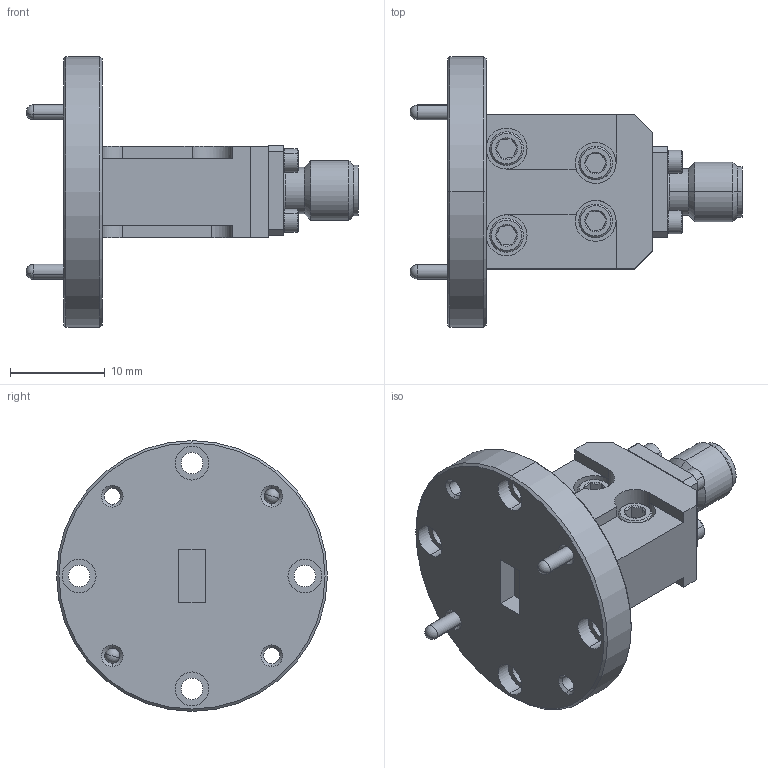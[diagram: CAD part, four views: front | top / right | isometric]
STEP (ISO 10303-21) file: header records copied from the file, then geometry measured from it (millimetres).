
FILE_DESCRIPTION (( 'STEP AP203' ), '1' );
FILE_NAME ('WR-19 & 22 Detector Assembly customer model.STEP', '2022-05-19T08:45:27', ( '' ), ( '' ), 'SwSTEP 2.0', 'SolidWorks 2021', '' );
FILE_SCHEMA (( 'CONFIG_CONTROL_DESIGN' ));
Length unit declared in the file: inch
Products named in the file (1): WR-19 & 22 Detector Assembly customer model
Bounding box: 35.03 x 28.57 x 28.57 mm (x, y, z)
Volume: 5011.2 mm3; surface area: 4263.4 mm2
Topology: 12 solids, 12 shells, 760 faces, 1899 edges, 1194 vertices
Faces by surface type: cylinder 410, cone 172, plane 154, bspline 20, sphere 4
Entity records: 33994 total; most frequent: CARTESIAN_POINT 17569, ORIENTED_EDGE 3766, DIRECTION 3093, EDGE_CURVE 1883, VERTEX_POINT 1190, AXIS2_PLACEMENT_3D 1182, EDGE_LOOP 835, FACE_OUTER_BOUND 760
